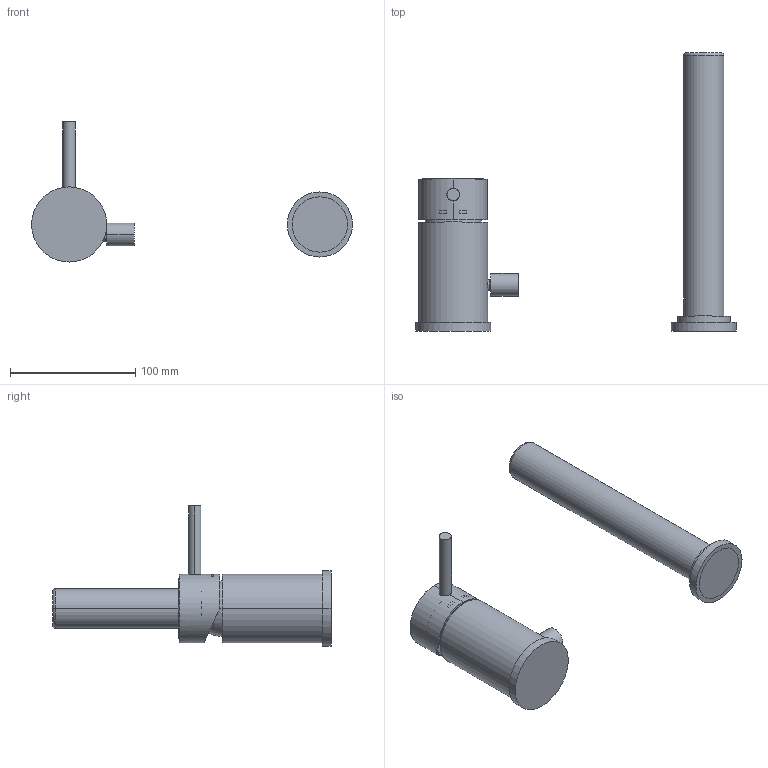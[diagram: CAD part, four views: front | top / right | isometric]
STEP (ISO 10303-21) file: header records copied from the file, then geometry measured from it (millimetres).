
FILE_DESCRIPTION((''),'2;1');
FILE_NAME('SK048CR','2021-01-15T16:38:30',('ut3'),('PAFFONI SpA'),'CREO PARAMETRIC BY PTC INC, 2020044','CREO PARAMETRIC BY PTC INC, 2020044','');
FILE_SCHEMA(('CONFIG_CONTROL_DESIGN','SHAPE_APPEARANCE_LAYERS_GROUPS'));
Length unit declared in the file: millimetre
Products named in the file (1): SK048CR
Bounding box: 256 x 222 x 111.85 mm (x, y, z)
Surface area: 71815.1 mm2 (no closed solid volume)
Topology: 0 solids, 14 shells, 51 faces, 123 edges, 82 vertices
Faces by surface type: cylinder 25, plane 16, cone 6, bspline 2, torus 2
Entity records: 2046 total; most frequent: CARTESIAN_POINT 454, DIRECTION 266, ORIENTED_EDGE 200, EDGE_CURVE 119, AXIS2_PLACEMENT_3D 112, VERTEX_POINT 82, CIRCLE 63, FILL_AREA_STYLE_COLOUR 53
